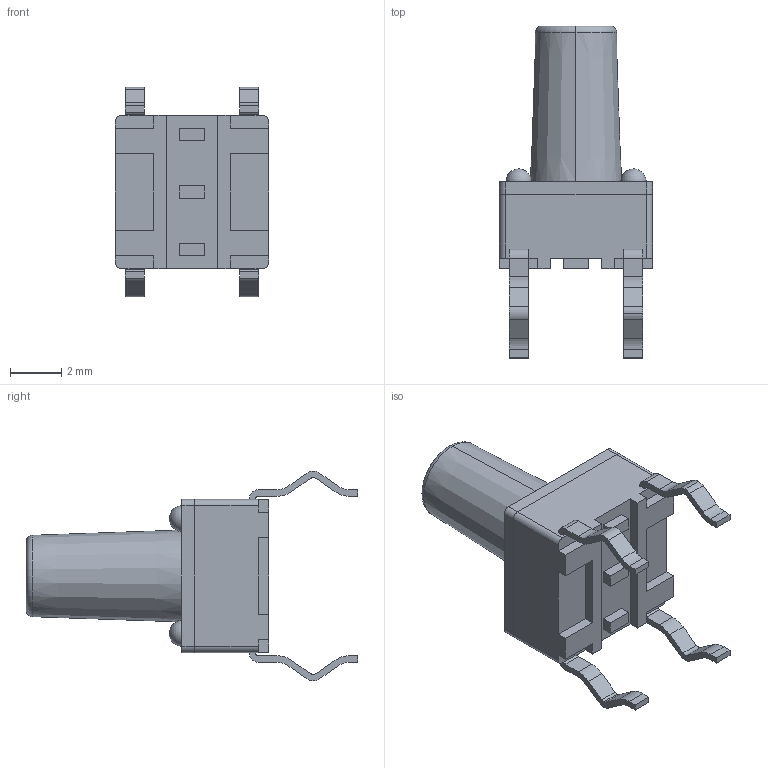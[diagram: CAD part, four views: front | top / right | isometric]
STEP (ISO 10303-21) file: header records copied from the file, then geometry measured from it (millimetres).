
FILE_DESCRIPTION (( 'STEP AP214' ), '1' );
FILE_NAME ('0D0191FA-1222-4D00-BBD0-0D07ED956EAC.STEP', '2008-03-30T00:03:50', ( 'sysAdmin' ), ( 'SolidWorks' ), 'SwSTEP 2.0', 'SolidWorks 2008', '' );
FILE_SCHEMA (( 'AUTOMOTIVE_DESIGN' ));
Length unit declared in the file: millimetre
Products named in the file (1): 0D0191FA-1222-4D00-BBD0-0D07ED956EAC
Bounding box: 6 x 13 x 8.21 mm (x, y, z)
Volume: 172.7 mm3; surface area: 263.7 mm2
Topology: 1 solids, 1 shells, 154 faces, 430 edges, 286 vertices
Faces by surface type: plane 102, cylinder 44, sphere 4, torus 2, cone 2
Entity records: 6365 total; most frequent: CARTESIAN_POINT 851, ORIENTED_EDGE 836, DIRECTION 828, EDGE_CURVE 418, LINE 318, VECTOR 318, VERTEX_POINT 278, AXIS2_PLACEMENT_3D 255
